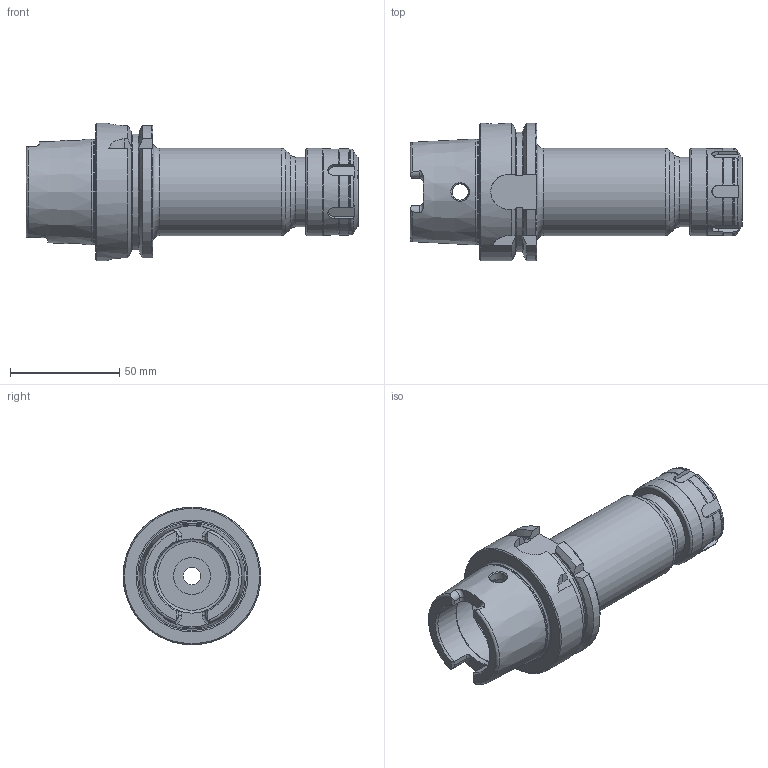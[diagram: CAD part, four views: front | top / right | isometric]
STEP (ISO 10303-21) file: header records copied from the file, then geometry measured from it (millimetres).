
FILE_DESCRIPTION(/* description */ (''),/* implementation_level */ '2;1');
FILE_NAME(/* name */ 'TQ106_HSK63A-SKA16-120.stp',/* time_stamp */ '2024-07-23T10:54:46+09:00',/* author */ ('YSH'),/* organization */ (''),/* preprocessor_version */ 'ST-DEVELOPER v20',/* originating_system */ 'Autodesk Inventor 2024',/* authorisation */ '');
FILE_SCHEMA (('AUTOMOTIVE_DESIGN { 1 0 10303 214 3 1 1 }'));
Length unit declared in the file: millimetre
Products named in the file (3): LO-HSK63A-SKA16-120; LO-HSK63A-SKA16-120_1; SKN16-NUT
Assembly tree (2 placements, depth 2):
  LO-HSK63A-SKA16-120
    LO-HSK63A-SKA16-120_1
    SKN16-NUT
Bounding box: 152 x 63 x 63 mm (x, y, z)
Volume: 166109.7 mm3; surface area: 43295.7 mm2
Topology: 2 solids, 2 shells, 193 faces, 523 edges, 340 vertices
Faces by surface type: plane 63, cylinder 54, cone 41, torus 33, bspline 2
Full cylindrical faces by diameter (mm): 7.5 x2, 8 x1, 10 x1, 15.748 x1, 16.917 x1, 19 x1, 19.8 x1, 21 x1, 22 x1, 30 x1, 32 x2, 32.4 x2, 34 x2, 39.6 x1, 40 x3, 48.041 x1, 63 x1
Entity records: 7030 total; most frequent: CARTESIAN_POINT 2054, ORIENTED_EDGE 1046, DIRECTION 1036, EDGE_CURVE 523, AXIS2_PLACEMENT_3D 415, VERTEX_POINT 340, EDGE_LOOP 207, LINE 206
